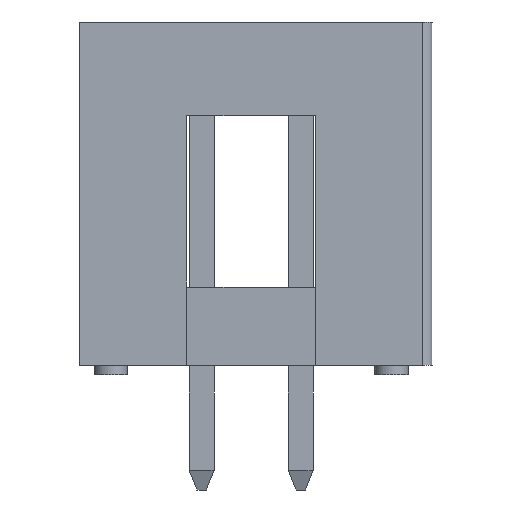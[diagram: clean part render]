
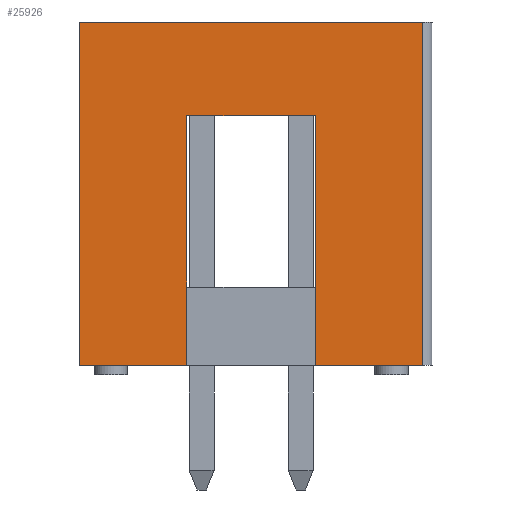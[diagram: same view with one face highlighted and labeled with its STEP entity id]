
A CAD part, front view. The second image highlights one B-rep face of the part: STEP entity #25926.
In plain terms, the highlighted face is planar.
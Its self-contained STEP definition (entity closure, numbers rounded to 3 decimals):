
#647=LINE('',#34125,#3138);
#662=LINE('',#34152,#3153);
#664=LINE('',#34156,#3155);
#668=LINE('',#34169,#3159);
#670=LINE('',#34173,#3161);
#671=LINE('',#34175,#3162);
#672=LINE('',#34176,#3163);
#673=LINE('',#34178,#3164);
#3138=VECTOR('',#29102,1000.);
#3153=VECTOR('',#29125,1000.);
#3155=VECTOR('',#29129,1000.);
#3159=VECTOR('',#29141,1000.);
#3161=VECTOR('',#29145,1000.);
#3162=VECTOR('',#29146,1000.);
#3163=VECTOR('',#29147,1000.);
#3164=VECTOR('',#29148,1000.);
#5897=ORIENTED_EDGE('',*,*,#10693,.T.);
#5898=ORIENTED_EDGE('',*,*,#10668,.F.);
#5899=ORIENTED_EDGE('',*,*,#10685,.T.);
#5900=ORIENTED_EDGE('',*,*,#10683,.T.);
#5901=ORIENTED_EDGE('',*,*,#10694,.T.);
#5902=ORIENTED_EDGE('',*,*,#10691,.F.);
#5903=ORIENTED_EDGE('',*,*,#10695,.F.);
#5904=ORIENTED_EDGE('',*,*,#10696,.T.);
#10668=EDGE_CURVE('',#12974,#12972,#647,.T.);
#10683=EDGE_CURVE('',#12983,#12982,#662,.T.);
#10685=EDGE_CURVE('',#12974,#12983,#664,.T.);
#10691=EDGE_CURVE('',#12988,#12989,#668,.T.);
#10693=EDGE_CURVE('',#12990,#12972,#670,.T.);
#10694=EDGE_CURVE('',#12982,#12989,#671,.T.);
#10695=EDGE_CURVE('',#12991,#12988,#672,.T.);
#10696=EDGE_CURVE('',#12991,#12990,#673,.T.);
#12972=VERTEX_POINT('',#34120);
#12974=VERTEX_POINT('',#34124);
#12982=VERTEX_POINT('',#34151);
#12983=VERTEX_POINT('',#34153);
#12988=VERTEX_POINT('',#34168);
#12989=VERTEX_POINT('',#34170);
#12990=VERTEX_POINT('',#34174);
#12991=VERTEX_POINT('',#34177);
#14265=EDGE_LOOP('',(#5897,#5898,#5899,#5900,#5901,#5902,#5903,#5904));
#15522=FACE_BOUND('',#14265,.T.);
#16766=PLANE('',#27092);
#25926=ADVANCED_FACE('',(#15522),#16766,.T.);
#27092=AXIS2_PLACEMENT_3D('',#34172,#29143,#29144);
#29102=DIRECTION('',(0.,0.,-1.));
#29125=DIRECTION('',(0.,0.,-1.));
#29129=DIRECTION('',(0.,1.,0.));
#29141=DIRECTION('',(0.,0.,-1.));
#29143=DIRECTION('',(1.,0.,0.));
#29144=DIRECTION('',(0.,0.,-1.));
#29145=DIRECTION('',(0.,1.,0.));
#29146=DIRECTION('',(0.,1.,0.));
#29147=DIRECTION('',(0.,1.,0.));
#29148=DIRECTION('',(0.,0.,-1.));
#34120=CARTESIAN_POINT('',(35.58,-1.65,-4.4));
#34124=CARTESIAN_POINT('',(35.58,-1.65,2.));
#34125=CARTESIAN_POINT('',(35.58,-1.65,2.));
#34151=CARTESIAN_POINT('',(35.58,1.65,-4.4));
#34152=CARTESIAN_POINT('',(35.58,1.65,2.));
#34153=CARTESIAN_POINT('',(35.58,1.65,2.));
#34156=CARTESIAN_POINT('',(35.58,-1.65,2.));
#34168=CARTESIAN_POINT('',(35.58,4.4,4.4));
#34169=CARTESIAN_POINT('',(35.58,4.4,4.4));
#34170=CARTESIAN_POINT('',(35.58,4.4,-4.4));
#34172=CARTESIAN_POINT('',(35.58,-4.4,4.4));
#34173=CARTESIAN_POINT('',(35.58,-4.4,-4.4));
#34174=CARTESIAN_POINT('',(35.58,-4.4,-4.4));
#34175=CARTESIAN_POINT('',(35.58,-4.4,-4.4));
#34176=CARTESIAN_POINT('',(35.58,-4.4,4.4));
#34177=CARTESIAN_POINT('',(35.58,-4.4,4.4));
#34178=CARTESIAN_POINT('',(35.58,-4.4,4.4));
